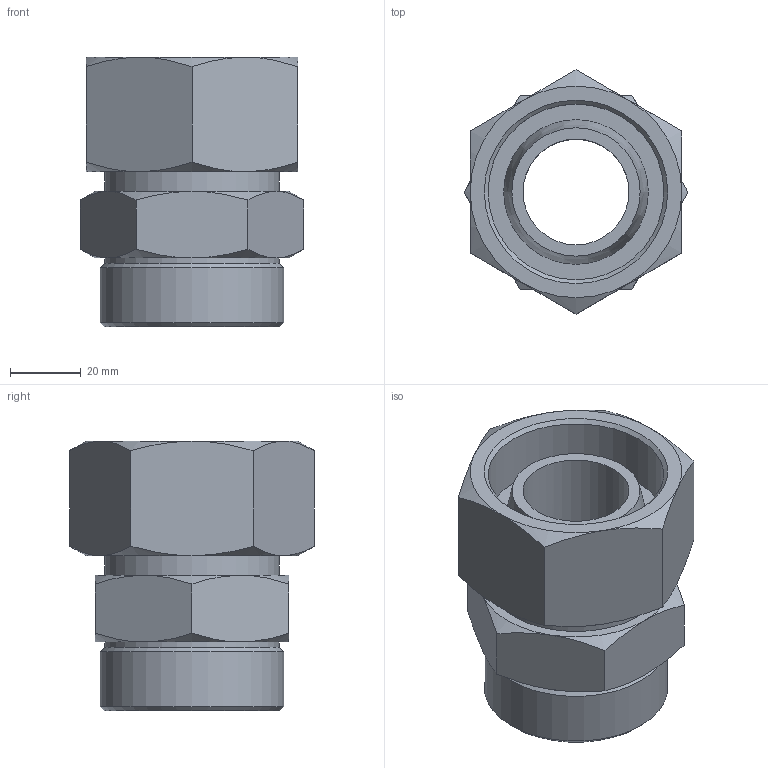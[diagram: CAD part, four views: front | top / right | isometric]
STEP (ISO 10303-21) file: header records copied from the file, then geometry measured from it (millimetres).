
FILE_DESCRIPTION(/* description */ ('STEP AP203'),/* implementation_level */ '2;1');
FILE_NAME(/* name */ 'Stud GDV 38-02',/* time_stamp */ '2025-01-17T13:42:27+01:00',/* author */ ('License CC BY-ND 4.0'),/* organization */ ('CADENAS'),/* preprocessor_version */ 'ST-DEVELOPER v19.3',/* originating_system */ 'PARTsolutions',/* authorisation */ ' ');
FILE_SCHEMA (('CONFIG_CONTROL_DESIGN'));
Length unit declared in the file: millimetre
Products named in the file (1): Stutzen GDV 38-02
Bounding box: 63.51 x 69.28 x 76.5 mm (x, y, z)
Volume: 121942.7 mm3; surface area: 31273.7 mm2
Topology: 1 solids, 1 shells, 58 faces, 119 edges, 69 vertices
Faces by surface type: cone 31, plane 20, cylinder 7
Full cylindrical faces by diameter (mm): 11.445 x1, 30 x1, 38 x1, 49.546 x2, 49.835 x1, 52 x1
Entity records: 1547 total; most frequent: CARTESIAN_POINT 411, DIRECTION 218, ORIENTED_EDGE 210, EDGE_CURVE 105, AXIS2_PLACEMENT_3D 103, EDGE_LOOP 82, FACE_BOUND 82, VERTEX_POINT 69
